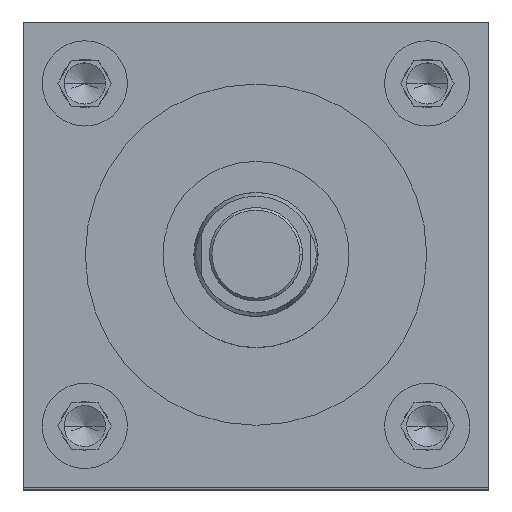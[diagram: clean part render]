
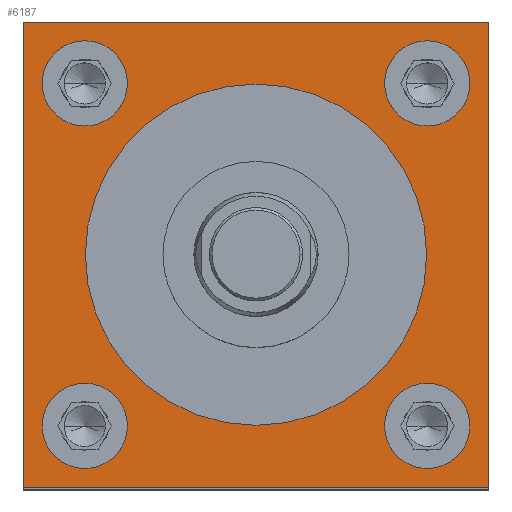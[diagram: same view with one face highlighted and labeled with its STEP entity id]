
A CAD part, top view. The second image highlights one B-rep face of the part: STEP entity #6187.
In plain terms, the highlighted planar face has unit normal (0, 0, 1).
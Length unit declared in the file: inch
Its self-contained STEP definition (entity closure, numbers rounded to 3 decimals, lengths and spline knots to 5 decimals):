
#20 = DIRECTION ( 'NONE',  ( 0., 0., 1. ) ) ;
#76 = CIRCLE ( 'NONE', #2711, 0.3435 ) ;
#95 = CARTESIAN_POINT ( 'NONE',  ( 0., 0., 12.25 ) ) ;
#305 = DIRECTION ( 'NONE',  ( 1., 0., 0. ) ) ;
#322 = VECTOR ( 'NONE', #5078, 39.37008 ) ;
#435 = CARTESIAN_POINT ( 'NONE',  ( 1.38, -1.38, 12.25 ) ) ;
#447 = DIRECTION ( 'NONE',  ( 1., 0., 0. ) ) ;
#461 = FACE_OUTER_BOUND ( 'NONE', #5581, .T. ) ;
#487 = EDGE_CURVE ( 'NONE', #1837, #1955, #76, .T. ) ;
#510 = CARTESIAN_POINT ( 'NONE',  ( -1.875, -1.875, 12.25 ) ) ;
#518 = VERTEX_POINT ( 'NONE', #3560 ) ;
#634 = VERTEX_POINT ( 'NONE', #5320 ) ;
#718 = EDGE_CURVE ( 'NONE', #1324, #2324, #5724, .T. ) ;
#720 = VECTOR ( 'NONE', #784, 39.37008 ) ;
#784 = DIRECTION ( 'NONE',  ( 0., -1., 0. ) ) ;
#996 = DIRECTION ( 'NONE',  ( 1., 0., 0. ) ) ;
#1044 = EDGE_CURVE ( 'NONE', #2324, #1324, #6477, .T. ) ;
#1124 = CARTESIAN_POINT ( 'NONE',  ( 1.875, -1.875, 12.25 ) ) ;
#1139 = EDGE_CURVE ( 'NONE', #2967, #518, #5213, .T. ) ;
#1263 = EDGE_CURVE ( 'NONE', #634, #6663, #2090, .T. ) ;
#1277 = CARTESIAN_POINT ( 'NONE',  ( -1.38, -1.38, 12.25 ) ) ;
#1307 = DIRECTION ( 'NONE',  ( 0., 0., 1. ) ) ;
#1324 = VERTEX_POINT ( 'NONE', #5205 ) ;
#1349 = ORIENTED_EDGE ( 'NONE', *, *, #487, .F. ) ;
#1361 = EDGE_CURVE ( 'NONE', #7064, #3073, #1365, .T. ) ;
#1365 = LINE ( 'NONE', #3579, #1531 ) ;
#1380 = LINE ( 'NONE', #4132, #5095 ) ;
#1445 = DIRECTION ( 'NONE',  ( 0., 0., -1. ) ) ;
#1478 = CIRCLE ( 'NONE', #5539, 1.375 ) ;
#1519 = AXIS2_PLACEMENT_3D ( 'NONE', #435, #5445, #996 ) ;
#1531 = VECTOR ( 'NONE', #305, 39.37008 ) ;
#1749 = ORIENTED_EDGE ( 'NONE', *, *, #1361, .T. ) ;
#1837 = VERTEX_POINT ( 'NONE', #4215 ) ;
#1902 = CARTESIAN_POINT ( 'NONE',  ( -1.0365, 1.38, 12.25 ) ) ;
#1955 = VERTEX_POINT ( 'NONE', #2785 ) ;
#1979 = AXIS2_PLACEMENT_3D ( 'NONE', #1277, #2943, #5160 ) ;
#1995 = FACE_BOUND ( 'NONE', #6730, .T. ) ;
#2090 = CIRCLE ( 'NONE', #4749, 0.3435 ) ;
#2115 = ORIENTED_EDGE ( 'NONE', *, *, #1139, .F. ) ;
#2299 = LINE ( 'NONE', #4031, #322 ) ;
#2316 = DIRECTION ( 'NONE',  ( 1., 0., 0. ) ) ;
#2324 = VERTEX_POINT ( 'NONE', #1902 ) ;
#2391 = DIRECTION ( 'NONE',  ( 1., 0., 0. ) ) ;
#2433 = CARTESIAN_POINT ( 'NONE',  ( 1.38, -1.38, 12.25 ) ) ;
#2446 = ORIENTED_EDGE ( 'NONE', *, *, #2687, .F. ) ;
#2454 = CARTESIAN_POINT ( 'NONE',  ( 1.38, 1.38, 12.25 ) ) ;
#2456 = CIRCLE ( 'NONE', #1979, 0.3435 ) ;
#2615 = EDGE_CURVE ( 'NONE', #3073, #4380, #2299, .T. ) ;
#2644 = EDGE_LOOP ( 'NONE', ( #5264, #2115 ) ) ;
#2687 = EDGE_CURVE ( 'NONE', #6663, #634, #2456, .T. ) ;
#2711 = AXIS2_PLACEMENT_3D ( 'NONE', #4648, #4028, #6232 ) ;
#2714 = AXIS2_PLACEMENT_3D ( 'NONE', #7129, #20, #3439 ) ;
#2785 = CARTESIAN_POINT ( 'NONE',  ( 1.7235, 1.38, 12.25 ) ) ;
#2867 = CARTESIAN_POINT ( 'NONE',  ( -1.875, 1.875, 12.25 ) ) ;
#2893 = AXIS2_PLACEMENT_3D ( 'NONE', #6608, #4483, #2316 ) ;
#2943 = DIRECTION ( 'NONE',  ( 0., 0., 1. ) ) ;
#2967 = VERTEX_POINT ( 'NONE', #5699 ) ;
#2976 = ORIENTED_EDGE ( 'NONE', *, *, #3193, .F. ) ;
#3054 = CARTESIAN_POINT ( 'NONE',  ( -1.875, -1.875, 12.25 ) ) ;
#3073 = VERTEX_POINT ( 'NONE', #1124 ) ;
#3075 = DIRECTION ( 'NONE',  ( 1., 0., 0. ) ) ;
#3190 = ORIENTED_EDGE ( 'NONE', *, *, #1263, .F. ) ;
#3193 = EDGE_CURVE ( 'NONE', #3304, #6783, #4609, .T. ) ;
#3304 = VERTEX_POINT ( 'NONE', #3940 ) ;
#3360 = AXIS2_PLACEMENT_3D ( 'NONE', #2454, #5723, #5171 ) ;
#3438 = EDGE_CURVE ( 'NONE', #1955, #1837, #4866, .T. ) ;
#3439 = DIRECTION ( 'NONE',  ( 1., 0., 0. ) ) ;
#3560 = CARTESIAN_POINT ( 'NONE',  ( 1.375, 0., 12.25 ) ) ;
#3579 = CARTESIAN_POINT ( 'NONE',  ( -1.875, -1.875, 12.25 ) ) ;
#3582 = ORIENTED_EDGE ( 'NONE', *, *, #718, .F. ) ;
#3667 = DIRECTION ( 'NONE',  ( -1., 0., 0. ) ) ;
#3826 = ORIENTED_EDGE ( 'NONE', *, *, #2615, .T. ) ;
#3884 = EDGE_LOOP ( 'NONE', ( #5183, #1349 ) ) ;
#3940 = CARTESIAN_POINT ( 'NONE',  ( 1.0365, -1.38, 12.25 ) ) ;
#3946 = CARTESIAN_POINT ( 'NONE',  ( -1.0365, -1.38, 12.25 ) ) ;
#3947 = AXIS2_PLACEMENT_3D ( 'NONE', #4193, #5393, #3075 ) ;
#4012 = DIRECTION ( 'NONE',  ( 0., 0., 1. ) ) ;
#4014 = DIRECTION ( 'NONE',  ( 1., 0., 0. ) ) ;
#4028 = DIRECTION ( 'NONE',  ( 0., 0., 1. ) ) ;
#4031 = CARTESIAN_POINT ( 'NONE',  ( 1.875, -1.875, 12.25 ) ) ;
#4132 = CARTESIAN_POINT ( 'NONE',  ( -1.875, 1.875, 12.25 ) ) ;
#4193 = CARTESIAN_POINT ( 'NONE',  ( -1.38, 1.38, 12.25 ) ) ;
#4207 = FACE_BOUND ( 'NONE', #2644, .T. ) ;
#4215 = CARTESIAN_POINT ( 'NONE',  ( 1.0365, 1.38, 12.25 ) ) ;
#4273 = FACE_BOUND ( 'NONE', #6579, .T. ) ;
#4380 = VERTEX_POINT ( 'NONE', #5717 ) ;
#4483 = DIRECTION ( 'NONE',  ( 0., 0., 1. ) ) ;
#4495 = EDGE_CURVE ( 'NONE', #6783, #3304, #5810, .T. ) ;
#4609 = CIRCLE ( 'NONE', #5283, 0.3435 ) ;
#4638 = EDGE_LOOP ( 'NONE', ( #2446, #3190 ) ) ;
#4648 = CARTESIAN_POINT ( 'NONE',  ( 1.38, 1.38, 12.25 ) ) ;
#4734 = ORIENTED_EDGE ( 'NONE', *, *, #5965, .T. ) ;
#4749 = AXIS2_PLACEMENT_3D ( 'NONE', #5784, #4012, #2391 ) ;
#4866 = CIRCLE ( 'NONE', #3360, 0.3435 ) ;
#5078 = DIRECTION ( 'NONE',  ( 0., 1., 0. ) ) ;
#5095 = VECTOR ( 'NONE', #6782, 39.37008 ) ;
#5106 = EDGE_CURVE ( 'NONE', #518, #2967, #1478, .T. ) ;
#5160 = DIRECTION ( 'NONE',  ( 1., 0., 0. ) ) ;
#5171 = DIRECTION ( 'NONE',  ( 1., 0., 0. ) ) ;
#5183 = ORIENTED_EDGE ( 'NONE', *, *, #3438, .F. ) ;
#5205 = CARTESIAN_POINT ( 'NONE',  ( -1.7235, 1.38, 12.25 ) ) ;
#5213 = CIRCLE ( 'NONE', #2893, 1.375 ) ;
#5264 = ORIENTED_EDGE ( 'NONE', *, *, #5106, .F. ) ;
#5283 = AXIS2_PLACEMENT_3D ( 'NONE', #2433, #1307, #447 ) ;
#5287 = ORIENTED_EDGE ( 'NONE', *, *, #1044, .F. ) ;
#5320 = CARTESIAN_POINT ( 'NONE',  ( -1.7235, -1.38, 12.25 ) ) ;
#5367 = FACE_BOUND ( 'NONE', #4638, .T. ) ;
#5393 = DIRECTION ( 'NONE',  ( 0., 0., 1. ) ) ;
#5445 = DIRECTION ( 'NONE',  ( 0., 0., 1. ) ) ;
#5539 = AXIS2_PLACEMENT_3D ( 'NONE', #95, #5648, #4014 ) ;
#5581 = EDGE_LOOP ( 'NONE', ( #6506, #1749, #3826, #4734 ) ) ;
#5648 = DIRECTION ( 'NONE',  ( 0., 0., 1. ) ) ;
#5662 = ORIENTED_EDGE ( 'NONE', *, *, #4495, .F. ) ;
#5699 = CARTESIAN_POINT ( 'NONE',  ( -1.375, 0., 12.25 ) ) ;
#5717 = CARTESIAN_POINT ( 'NONE',  ( 1.875, 1.875, 12.25 ) ) ;
#5723 = DIRECTION ( 'NONE',  ( 0., 0., 1. ) ) ;
#5724 = CIRCLE ( 'NONE', #2714, 0.3435 ) ;
#5742 = LINE ( 'NONE', #3054, #720 ) ;
#5784 = CARTESIAN_POINT ( 'NONE',  ( -1.38, -1.38, 12.25 ) ) ;
#5810 = CIRCLE ( 'NONE', #1519, 0.3435 ) ;
#5889 = VERTEX_POINT ( 'NONE', #2867 ) ;
#5965 = EDGE_CURVE ( 'NONE', #4380, #5889, #1380, .T. ) ;
#5970 = EDGE_CURVE ( 'NONE', #5889, #7064, #5742, .T. ) ;
#6073 = CARTESIAN_POINT ( 'NONE',  ( 1.7235, -1.38, 12.25 ) ) ;
#6187 = ADVANCED_FACE ( 'NONE', ( #4273, #7057, #5367, #1995, #4207, #461 ), #6518, .F. ) ;
#6232 = DIRECTION ( 'NONE',  ( 1., 0., 0. ) ) ;
#6359 = AXIS2_PLACEMENT_3D ( 'NONE', #6409, #1445, #3667 ) ;
#6409 = CARTESIAN_POINT ( 'NONE',  ( -1.875, 1.875, 12.25 ) ) ;
#6477 = CIRCLE ( 'NONE', #3947, 0.3435 ) ;
#6506 = ORIENTED_EDGE ( 'NONE', *, *, #5970, .T. ) ;
#6518 = PLANE ( 'NONE',  #6359 ) ;
#6579 = EDGE_LOOP ( 'NONE', ( #5662, #2976 ) ) ;
#6608 = CARTESIAN_POINT ( 'NONE',  ( 0., 0., 12.25 ) ) ;
#6663 = VERTEX_POINT ( 'NONE', #3946 ) ;
#6730 = EDGE_LOOP ( 'NONE', ( #5287, #3582 ) ) ;
#6782 = DIRECTION ( 'NONE',  ( -1., 0., 0. ) ) ;
#6783 = VERTEX_POINT ( 'NONE', #6073 ) ;
#7057 = FACE_BOUND ( 'NONE', #3884, .T. ) ;
#7064 = VERTEX_POINT ( 'NONE', #510 ) ;
#7129 = CARTESIAN_POINT ( 'NONE',  ( -1.38, 1.38, 12.25 ) ) ;
